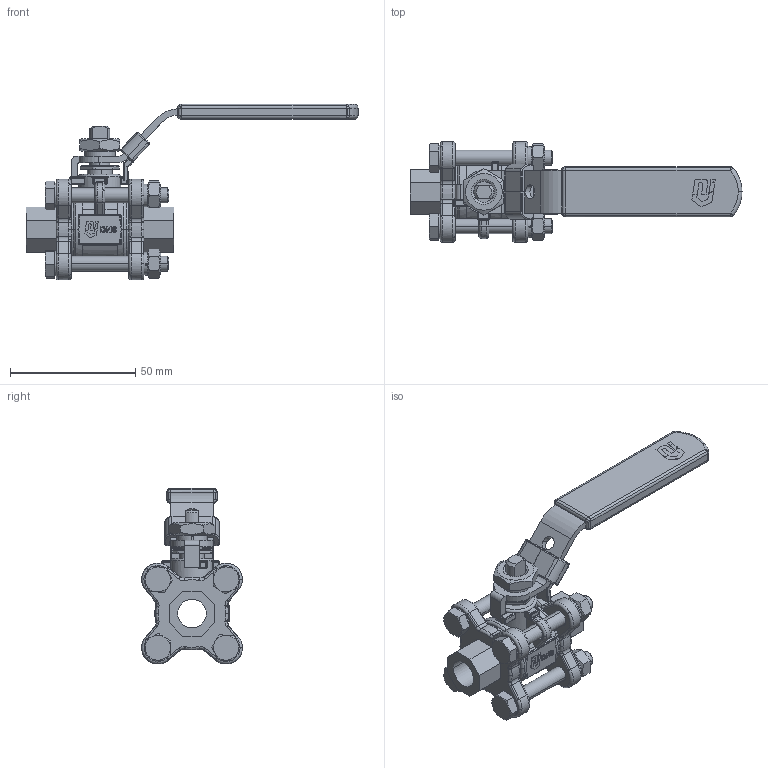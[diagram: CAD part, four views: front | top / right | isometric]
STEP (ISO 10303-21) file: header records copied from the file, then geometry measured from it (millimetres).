
FILE_DESCRIPTION(('HOOPS Exchange Step'),'2;1');
FILE_NAME('GK1700_DN8.stp','2025-12-19T15:45:08+01:00',('nieru'),('Unknown organisation'),'HOOPS Exchange 2024.2','HOOPS Exchange','Unknown authorisation');
FILE_SCHEMA( ('AP203_CONFIGURATION_CONTROLLED_3D_DESIGN_OF_MECHANICAL_PARTS_AND_ASSEMBLIES_MIM_LF') );
Length unit declared in the file: millimetre
Products named in the file (2): 0; root
Assembly tree (1 placements, depth 2):
  root
    0
Bounding box: 132.5 x 40.22 x 70.21 mm (x, y, z)
Volume: 51919.6 mm3; surface area: 36161.2 mm2
Topology: 22 solids, 22 shells, 1322 faces, 3315 edges, 2057 vertices
Faces by surface type: cylinder 428, plane 396, bspline 205, torus 159, cone 82, sphere 52
Entity records: 89828 total; most frequent: CARTESIAN_POINT 61973, ORIENTED_EDGE 6614, DIRECTION 4336, EDGE_CURVE 3307, VERTEX_POINT 2057, AXIS2_PLACEMENT_3D 1489, B_SPLINE_CURVE_WITH_KNOTS 1433, EDGE_LOOP 1390
